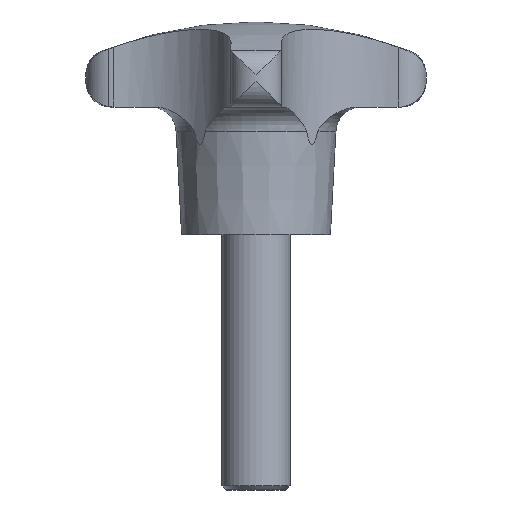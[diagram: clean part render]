
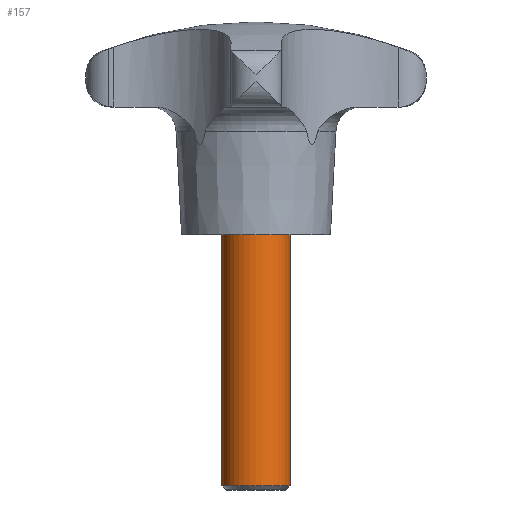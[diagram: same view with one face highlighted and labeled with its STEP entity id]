
A CAD part, front view. The second image highlights one B-rep face of the part: STEP entity #157.
In plain terms, the highlighted cylindrical face has radius 8 mm (diameter 16 mm), a partial arc.
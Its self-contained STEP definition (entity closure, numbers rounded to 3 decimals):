
#157=ADVANCED_FACE('',(#310),#311,.T.);
#310=FACE_OUTER_BOUND('',#457,.T.);
#311=CYLINDRICAL_SURFACE('',#458,8.);
#457=EDGE_LOOP('',(#882,#883,#884,#885));
#458=AXIS2_PLACEMENT_3D('',#886,#887,#888);
#882=ORIENTED_EDGE('',*,*,#911,.T.);
#883=ORIENTED_EDGE('',*,*,#1074,.F.);
#884=ORIENTED_EDGE('',*,*,#913,.T.);
#885=ORIENTED_EDGE('',*,*,#1072,.T.);
#886=CARTESIAN_POINT('',(0.,0.,-1.));
#887=DIRECTION('',(0.0,0.0,1.0));
#888=DIRECTION('',(1.0,0.,0.0));
#911=EDGE_CURVE('',#1088,#1089,#1090,.T.);
#913=EDGE_CURVE('',#1093,#1091,#1094,.T.);
#1072=EDGE_CURVE('',#1091,#1088,#1328,.T.);
#1074=EDGE_CURVE('',#1093,#1089,#1330,.T.);
#1088=VERTEX_POINT('',#1370);
#1089=VERTEX_POINT('',#1371);
#1090=LINE('',#1372,#1373);
#1091=VERTEX_POINT('',#1374);
#1093=VERTEX_POINT('',#1376);
#1094=LINE('',#1377,#1378);
#1328=CIRCLE('',#2284,8.);
#1330=CIRCLE('',#2286,8.);
#1370=CARTESIAN_POINT('',(8.,0.,-59.0));
#1371=CARTESIAN_POINT('',(8.,0.,0.));
#1372=CARTESIAN_POINT('',(8.,0.,-1.));
#1373=VECTOR('',#2296,1.0);
#1374=CARTESIAN_POINT('',(-8.0,0.,-59.0));
#1376=CARTESIAN_POINT('',(-8.0,0.,0.));
#1377=CARTESIAN_POINT('',(-8.0,0.,-1.));
#1378=VECTOR('',#2300,1.0);
#2284=AXIS2_PLACEMENT_3D('',#2478,#2479,#2480);
#2286=AXIS2_PLACEMENT_3D('',#2481,#2482,#2483);
#2296=DIRECTION('',(0.0,0.0,1.0));
#2300=DIRECTION('',(-0.0,-0.0,-1.0));
#2478=CARTESIAN_POINT('',(0.,0.,-59.0));
#2479=DIRECTION('',(0.0,0.0,1.0));
#2480=DIRECTION('',(1.0,0.,0.0));
#2481=CARTESIAN_POINT('',(0.,0.,0.));
#2482=DIRECTION('',(0.0,0.0,1.0));
#2483=DIRECTION('',(1.0,0.,0.0));
